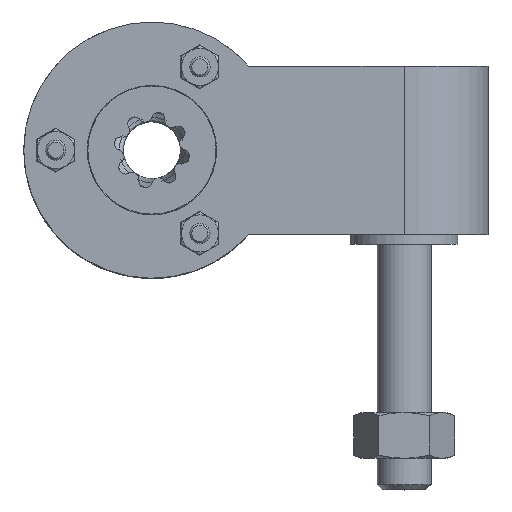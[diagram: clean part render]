
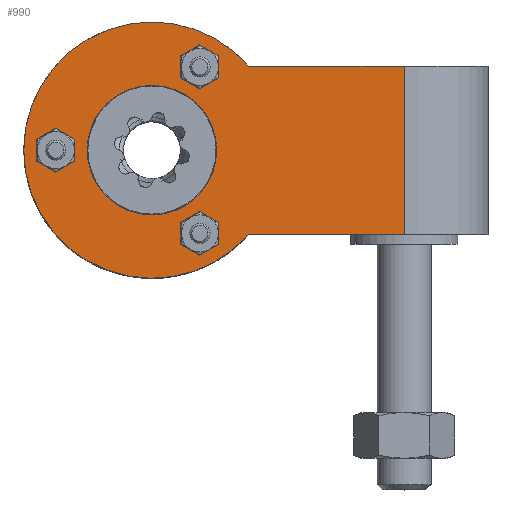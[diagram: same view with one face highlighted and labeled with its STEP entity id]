
A CAD part, top view. The second image highlights one B-rep face of the part: STEP entity #990.
In plain terms, the highlighted planar face has unit normal (0, 0, 1).
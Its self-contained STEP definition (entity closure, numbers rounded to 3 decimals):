
#112=CARTESIAN_POINT('',(9.969,14.004,25.0));
#113=VERTEX_POINT('',#112);
#114=CARTESIAN_POINT('',(9.969,10.742,25.0));
#115=VERTEX_POINT('',#114);
#116=CARTESIAN_POINT('',(9.969,14.004,25.0));
#117=DIRECTION('',(0.0,-1.0,0.0));
#118=VECTOR('',#117,3.262);
#119=LINE('',#116,#118);
#120=EDGE_CURVE('',#113,#115,#119,.T.);
#152=CARTESIAN_POINT('',(7.144,15.635,25.0));
#153=VERTEX_POINT('',#152);
#154=CARTESIAN_POINT('',(7.144,15.635,25.0));
#155=DIRECTION('',(0.866,-0.5,0.0));
#156=VECTOR('',#155,3.262);
#157=LINE('',#154,#156);
#158=EDGE_CURVE('',#153,#113,#157,.T.);
#183=CARTESIAN_POINT('',(4.319,14.004,25.0));
#184=VERTEX_POINT('',#183);
#185=CARTESIAN_POINT('',(4.319,14.004,25.0));
#186=DIRECTION('',(0.866,0.5,0.0));
#187=VECTOR('',#186,3.262);
#188=LINE('',#185,#187);
#189=EDGE_CURVE('',#184,#153,#188,.T.);
#214=CARTESIAN_POINT('',(4.319,10.742,25.0));
#215=VERTEX_POINT('',#214);
#216=CARTESIAN_POINT('',(4.319,10.742,25.0));
#217=DIRECTION('',(0.0,1.0,0.0));
#218=VECTOR('',#217,3.262);
#219=LINE('',#216,#218);
#220=EDGE_CURVE('',#215,#184,#219,.T.);
#245=CARTESIAN_POINT('',(7.144,9.111,25.0));
#246=VERTEX_POINT('',#245);
#247=CARTESIAN_POINT('',(7.144,9.111,25.0));
#248=DIRECTION('',(-0.866,0.5,0.0));
#249=VECTOR('',#248,3.262);
#250=LINE('',#247,#249);
#251=EDGE_CURVE('',#246,#215,#250,.T.);
#276=CARTESIAN_POINT('',(9.969,10.742,25.0));
#277=DIRECTION('',(-0.866,-0.5,0.0));
#278=VECTOR('',#277,3.262);
#279=LINE('',#276,#278);
#280=EDGE_CURVE('',#115,#246,#279,.T.);
#343=CARTESIAN_POINT('',(7.144,-15.635,25.0));
#344=VERTEX_POINT('',#343);
#345=CARTESIAN_POINT('',(4.319,-14.004,25.0));
#346=VERTEX_POINT('',#345);
#347=CARTESIAN_POINT('',(7.144,-15.635,25.0));
#348=DIRECTION('',(-0.866,0.5,0.0));
#349=VECTOR('',#348,3.262);
#350=LINE('',#347,#349);
#351=EDGE_CURVE('',#344,#346,#350,.T.);
#383=CARTESIAN_POINT('',(9.969,-14.004,25.0));
#384=VERTEX_POINT('',#383);
#385=CARTESIAN_POINT('',(9.969,-14.004,25.0));
#386=DIRECTION('',(-0.866,-0.5,0.0));
#387=VECTOR('',#386,3.262);
#388=LINE('',#385,#387);
#389=EDGE_CURVE('',#384,#344,#388,.T.);
#414=CARTESIAN_POINT('',(9.969,-10.742,25.0));
#415=VERTEX_POINT('',#414);
#416=CARTESIAN_POINT('',(9.969,-10.742,25.0));
#417=DIRECTION('',(0.0,-1.0,0.0));
#418=VECTOR('',#417,3.262);
#419=LINE('',#416,#418);
#420=EDGE_CURVE('',#415,#384,#419,.T.);
#445=CARTESIAN_POINT('',(7.144,-9.111,25.0));
#446=VERTEX_POINT('',#445);
#447=CARTESIAN_POINT('',(7.144,-9.111,25.0));
#448=DIRECTION('',(0.866,-0.5,0.0));
#449=VECTOR('',#448,3.262);
#450=LINE('',#447,#449);
#451=EDGE_CURVE('',#446,#415,#450,.T.);
#476=CARTESIAN_POINT('',(4.319,-10.742,25.0));
#477=VERTEX_POINT('',#476);
#478=CARTESIAN_POINT('',(4.319,-10.742,25.0));
#479=DIRECTION('',(0.866,0.5,0.0));
#480=VECTOR('',#479,3.262);
#481=LINE('',#478,#480);
#482=EDGE_CURVE('',#477,#446,#481,.T.);
#507=CARTESIAN_POINT('',(4.319,-14.004,25.0));
#508=DIRECTION('',(0.0,1.0,0.0));
#509=VECTOR('',#508,3.262);
#510=LINE('',#507,#509);
#511=EDGE_CURVE('',#346,#477,#510,.T.);
#574=CARTESIAN_POINT('',(-17.113,1.631,25.0));
#575=VERTEX_POINT('',#574);
#576=CARTESIAN_POINT('',(-14.288,3.262,25.0));
#577=VERTEX_POINT('',#576);
#578=CARTESIAN_POINT('',(-17.113,1.631,25.0));
#579=DIRECTION('',(0.866,0.5,0.0));
#580=VECTOR('',#579,3.262);
#581=LINE('',#578,#580);
#582=EDGE_CURVE('',#575,#577,#581,.T.);
#614=CARTESIAN_POINT('',(-17.113,-1.631,25.0));
#615=VERTEX_POINT('',#614);
#616=CARTESIAN_POINT('',(-17.112,-1.631,25.0));
#617=DIRECTION('',(0.0,1.0,0.0));
#618=VECTOR('',#617,3.262);
#619=LINE('',#616,#618);
#620=EDGE_CURVE('',#615,#575,#619,.T.);
#645=CARTESIAN_POINT('',(-14.288,-3.262,25.0));
#646=VERTEX_POINT('',#645);
#647=CARTESIAN_POINT('',(-14.288,-3.262,25.0));
#648=DIRECTION('',(-0.866,0.5,0.0));
#649=VECTOR('',#648,3.262);
#650=LINE('',#647,#649);
#651=EDGE_CURVE('',#646,#615,#650,.T.);
#676=CARTESIAN_POINT('',(-11.463,-1.631,25.0));
#677=VERTEX_POINT('',#676);
#678=CARTESIAN_POINT('',(-11.463,-1.631,25.0));
#679=DIRECTION('',(-0.866,-0.5,0.0));
#680=VECTOR('',#679,3.262);
#681=LINE('',#678,#680);
#682=EDGE_CURVE('',#677,#646,#681,.T.);
#707=CARTESIAN_POINT('',(-11.462,1.631,25.0));
#708=VERTEX_POINT('',#707);
#709=CARTESIAN_POINT('',(-11.462,1.631,25.0));
#710=DIRECTION('',(0.0,-1.0,0.0));
#711=VECTOR('',#710,3.262);
#712=LINE('',#709,#711);
#713=EDGE_CURVE('',#708,#677,#712,.T.);
#738=CARTESIAN_POINT('',(-14.288,3.262,25.0));
#739=DIRECTION('',(0.866,-0.5,0.0));
#740=VECTOR('',#739,3.262);
#741=LINE('',#738,#740);
#742=EDGE_CURVE('',#577,#708,#741,.T.);
#807=CARTESIAN_POINT('',(14.375,12.5,25.0));
#808=VERTEX_POINT('',#807);
#824=CARTESIAN_POINT('',(14.375,-12.5,25.0));
#825=VERTEX_POINT('',#824);
#832=CARTESIAN_POINT('',(0.0,0.0,25.0));
#833=DIRECTION('',(0.0,0.0,-1.0));
#834=DIRECTION('',(1.0,0.0,0.0));
#835=AXIS2_PLACEMENT_3D('',#832,#833,#834);
#836=CIRCLE('',#835,19.05);
#837=EDGE_CURVE('',#825,#808,#836,.T.);
#848=CARTESIAN_POINT('',(37.5,12.5,25.0));
#849=VERTEX_POINT('',#848);
#850=CARTESIAN_POINT('',(37.5,12.5,25.0));
#851=DIRECTION('',(-1.0,0.0,0.0));
#852=VECTOR('',#851,23.125);
#853=LINE('',#850,#852);
#854=EDGE_CURVE('',#849,#808,#853,.T.);
#932=CARTESIAN_POINT('',(16.295,0.,25.0));
#933=DIRECTION('',(0.0,0.0,1.0));
#934=DIRECTION('',(1.0,0.0,0.0));
#935=AXIS2_PLACEMENT_3D('',#932,#933,#934);
#936=PLANE('',#935);
#937=CARTESIAN_POINT('',(37.5,-12.5,25.0));
#938=VERTEX_POINT('',#937);
#939=CARTESIAN_POINT('',(14.375,-12.5,25.0));
#940=DIRECTION('',(1.0,0.0,0.0));
#941=VECTOR('',#940,23.125);
#942=LINE('',#939,#941);
#943=EDGE_CURVE('',#825,#938,#942,.T.);
#944=ORIENTED_EDGE('',*,*,#943,.T.);
#945=CARTESIAN_POINT('',(37.5,-12.5,25.0));
#946=DIRECTION('',(0.0,1.0,0.0));
#947=VECTOR('',#946,25.);
#948=LINE('',#945,#947);
#949=EDGE_CURVE('',#938,#849,#948,.T.);
#950=ORIENTED_EDGE('',*,*,#949,.T.);
#951=ORIENTED_EDGE('',*,*,#854,.T.);
#952=ORIENTED_EDGE('',*,*,#837,.F.);
#953=EDGE_LOOP('',(#944,#950,#951,#952));
#954=FACE_OUTER_BOUND('',#953,.T.);
#955=ORIENTED_EDGE('',*,*,#120,.T.);
#956=ORIENTED_EDGE('',*,*,#280,.T.);
#957=ORIENTED_EDGE('',*,*,#251,.T.);
#958=ORIENTED_EDGE('',*,*,#220,.T.);
#959=ORIENTED_EDGE('',*,*,#189,.T.);
#960=ORIENTED_EDGE('',*,*,#158,.T.);
#961=EDGE_LOOP('',(#955,#956,#957,#958,#959,#960));
#962=FACE_BOUND('',#961,.T.);
#963=ORIENTED_EDGE('',*,*,#351,.T.);
#964=ORIENTED_EDGE('',*,*,#511,.T.);
#965=ORIENTED_EDGE('',*,*,#482,.T.);
#966=ORIENTED_EDGE('',*,*,#451,.T.);
#967=ORIENTED_EDGE('',*,*,#420,.T.);
#968=ORIENTED_EDGE('',*,*,#389,.T.);
#969=EDGE_LOOP('',(#963,#964,#965,#966,#967,#968));
#970=FACE_BOUND('',#969,.T.);
#971=ORIENTED_EDGE('',*,*,#582,.T.);
#972=ORIENTED_EDGE('',*,*,#742,.T.);
#973=ORIENTED_EDGE('',*,*,#713,.T.);
#974=ORIENTED_EDGE('',*,*,#682,.T.);
#975=ORIENTED_EDGE('',*,*,#651,.T.);
#976=ORIENTED_EDGE('',*,*,#620,.T.);
#977=EDGE_LOOP('',(#971,#972,#973,#974,#975,#976));
#978=FACE_BOUND('',#977,.T.);
#979=CARTESIAN_POINT('',(9.625,0.,25.0));
#980=VERTEX_POINT('',#979);
#981=CARTESIAN_POINT('',(0.0,0.0,25.0));
#982=DIRECTION('',(0.0,0.0,-1.0));
#983=DIRECTION('',(-1.0,0.0,0.0));
#984=AXIS2_PLACEMENT_3D('',#981,#982,#983);
#985=CIRCLE('',#984,9.625);
#986=EDGE_CURVE('',#980,#980,#985,.T.);
#987=ORIENTED_EDGE('',*,*,#986,.T.);
#988=EDGE_LOOP('',(#987));
#989=FACE_BOUND('',#988,.T.);
#990=ADVANCED_FACE('',(#954,#962,#970,#978,#989),#936,.T.);
